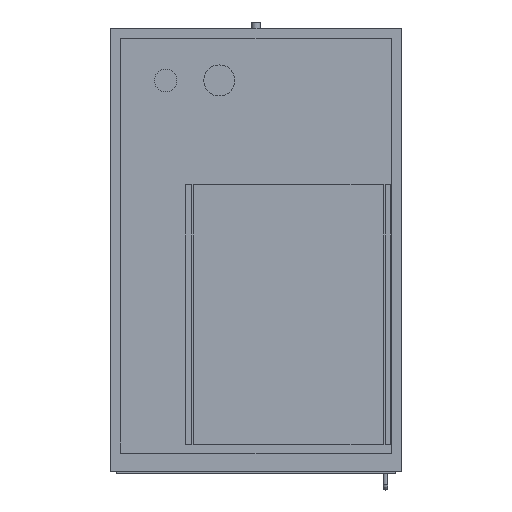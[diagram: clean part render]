
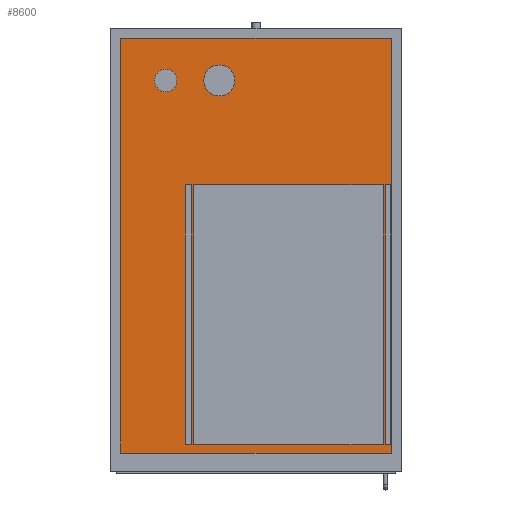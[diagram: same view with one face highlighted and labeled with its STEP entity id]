
A CAD part, front view. The second image highlights one B-rep face of the part: STEP entity #8600.
In plain terms, the highlighted planar face has unit normal (0, -1, 0).
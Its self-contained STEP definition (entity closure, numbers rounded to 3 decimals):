
#402=FACE_OUTER_BOUND('',#937,.T.);
#937=EDGE_LOOP('',(#5720,#5721,#5722,#5723));
#1492=LINE('',#12437,#2559);
#1495=LINE('',#12442,#2562);
#1496=LINE('',#12445,#2563);
#1497=LINE('',#12446,#2564);
#2559=VECTOR('',#9957,10.);
#2562=VECTOR('',#9962,10.);
#2563=VECTOR('',#9965,10.);
#2564=VECTOR('',#9966,10.);
#3617=VERTEX_POINT('',#12434);
#3618=VERTEX_POINT('',#12436);
#3619=VERTEX_POINT('',#12440);
#3620=VERTEX_POINT('',#12444);
#4454=EDGE_CURVE('',#3617,#3618,#1492,.T.);
#4457=EDGE_CURVE('',#3617,#3619,#1495,.T.);
#4458=EDGE_CURVE('',#3620,#3619,#1496,.T.);
#4459=EDGE_CURVE('',#3618,#3620,#1497,.T.);
#5720=ORIENTED_EDGE('',*,*,#4457,.T.);
#5721=ORIENTED_EDGE('',*,*,#4458,.F.);
#5722=ORIENTED_EDGE('',*,*,#4459,.F.);
#5723=ORIENTED_EDGE('',*,*,#4454,.F.);
#8143=PLANE('',#9214);
#8600=ADVANCED_FACE('',(#402),#8143,.T.);
#9214=AXIS2_PLACEMENT_3D('',#12443,#9963,#9964);
#9957=DIRECTION('',(0.,0.,1.));
#9962=DIRECTION('',(1.,0.,0.));
#9963=DIRECTION('center_axis',(0.,-1.,0.));
#9964=DIRECTION('ref_axis',(0.,0.,-1.));
#9965=DIRECTION('',(0.,0.,-1.));
#9966=DIRECTION('',(1.,0.,0.));
#12434=CARTESIAN_POINT('',(-240.,-97.5,-367.5));
#12436=CARTESIAN_POINT('',(-240.,-97.5,367.5));
#12437=CARTESIAN_POINT('',(-240.,-97.5,367.5));
#12440=CARTESIAN_POINT('',(240.,-97.5,-367.5));
#12442=CARTESIAN_POINT('',(0.,-97.5,-367.5));
#12443=CARTESIAN_POINT('Origin',(0.,-97.5,367.5));
#12444=CARTESIAN_POINT('',(240.,-97.5,367.5));
#12445=CARTESIAN_POINT('',(240.,-97.5,367.5));
#12446=CARTESIAN_POINT('',(0.,-97.5,367.5));
